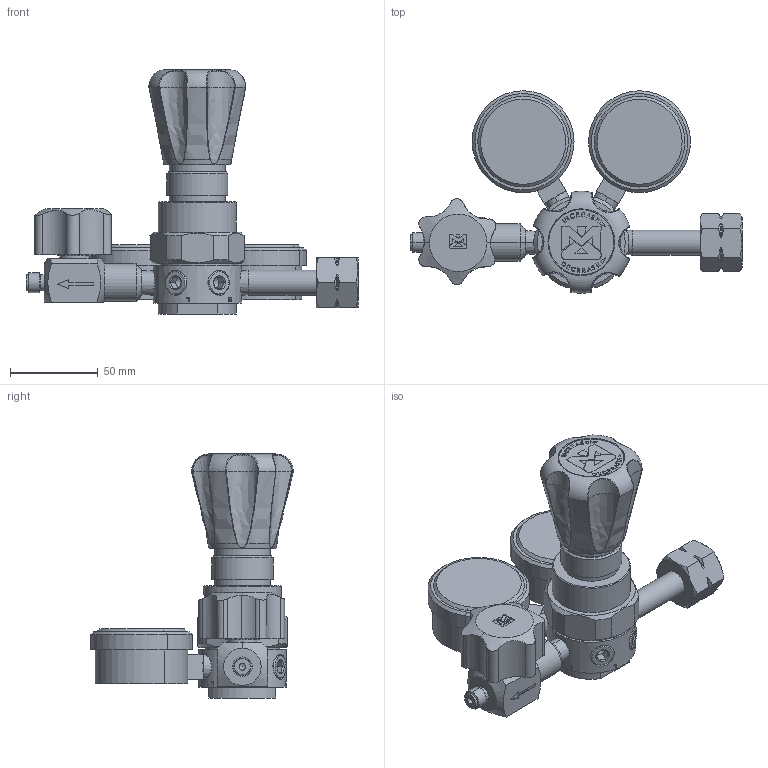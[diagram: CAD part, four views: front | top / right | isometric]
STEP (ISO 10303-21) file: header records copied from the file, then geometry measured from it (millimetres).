
FILE_DESCRIPTION(/* description */ (''),/* implementation_level */ '2;1');
FILE_NAME(/* name */ 'M3510A-350.stp',/* time_stamp */ '2019-10-09T15:34:58-04:00',/* author */ ('Dlachman'),/* organization */ (''),/* preprocessor_version */ 'ST-DEVELOPER v16.13',/* originating_system */ 'Autodesk Inventor 2018',/* authorisation */ '');
FILE_SCHEMA (('AUTOMOTIVE_DESIGN { 1 0 10303 214 3 1 1 }'));
Products named in the file (8): M3510A-350; MREG-6028-SA; MGAG-0605-SA; MGAG-0083-SA; MVLV-0829-SA; MCNN-0260-SA; MNIP-0257-SA; MNUT-0213-BA
Assembly tree (7 placements, depth 3):
  M3510A-350
    MREG-6028-SA
    MGAG-0605-SA
    MGAG-0083-SA
    MVLV-0829-SA
    MCNN-0260-SA
      MNIP-0257-SA
      MNUT-0213-BA
Bounding box: 188.72 x 115.22 x 138.73 mm (x, y, z)
Volume: 396915.2 mm3; surface area: 103805.5 mm2
Topology: 9 solids, 10 shells, 1031 faces, 2655 edges, 1707 vertices
Faces by surface type: plane 482, bspline 193, cylinder 177, cone 133, torus 46
Full cylindrical faces by diameter (mm): 1.587 x1, 2.9 x3, 3.81 x1, 4.039 x2, 4.75 x1, 4.762 x2, 4.775 x3, 6.528 x1, 8.433 x1, 10.16 x1, 10.414 x1, 11.1 x6, 14.224 x1, 14.402 x1, 14.884 x1, 18.796 x1, 19 x1, 20.261 x1, 23.8 x1, 31.623 x1, 31.75 x2, 34.036 x1, 34.798 x1, 36.322 x1, 37.084 x1, 37.5 x1, 41.148 x1, 42.418 x2, 42.774 x1, 43.002 x1
Entity records: 46998 total; most frequent: CARTESIAN_POINT 22786, ORIENTED_EDGE 5006, DIRECTION 4341, EDGE_CURVE 2503, VERTEX_POINT 1673, AXIS2_PLACEMENT_3D 1559, EDGE_LOOP 1228, LINE 1223
